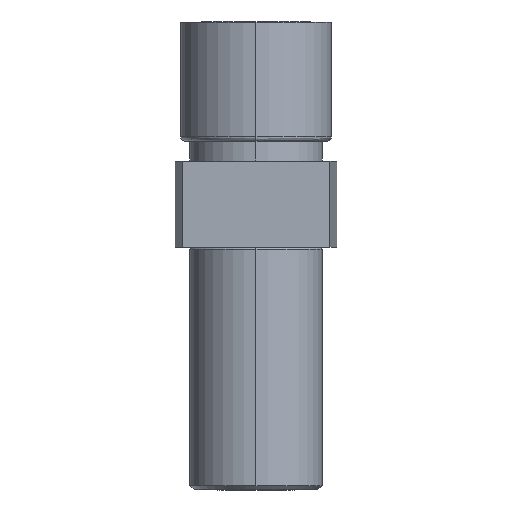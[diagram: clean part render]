
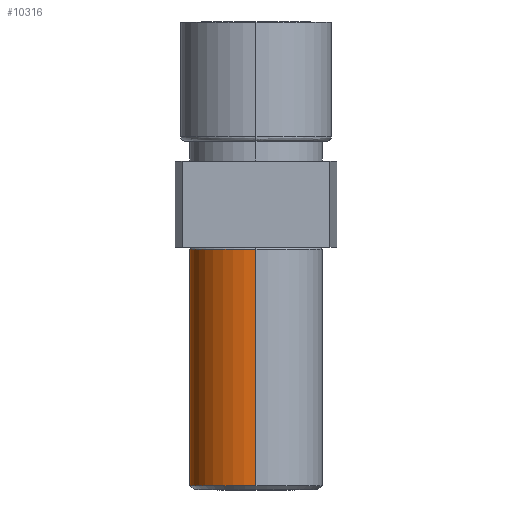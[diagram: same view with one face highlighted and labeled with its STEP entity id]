
A CAD part, left-side view. The second image highlights one B-rep face of the part: STEP entity #10316.
In plain terms, the highlighted cylindrical face has radius 3 mm (diameter 6 mm), a partial arc.
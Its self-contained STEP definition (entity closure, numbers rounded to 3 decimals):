
#1271 = CYLINDRICAL_SURFACE ( 'NONE', #8583, 3. ) ;
#1305 = DIRECTION ( 'NONE',  ( 0., 0., -1. ) ) ;
#1318 = FACE_OUTER_BOUND ( 'NONE', #3226, .T. ) ;
#1333 = CARTESIAN_POINT ( 'NONE',  ( -84.062, 0., -4.8 ) ) ;
#1334 = DIRECTION ( 'NONE',  ( -1., 0., 0. ) ) ;
#1907 = CARTESIAN_POINT ( 'NONE',  ( -81.062, 0., -4.9 ) ) ;
#1908 = CARTESIAN_POINT ( 'NONE',  ( -81.062, 0., -15.6 ) ) ;
#1914 = CARTESIAN_POINT ( 'NONE',  ( -87.062, 0., -4.9 ) ) ;
#1933 = CARTESIAN_POINT ( 'NONE',  ( -87.062, 0., -15.6 ) ) ;
#1970 = CARTESIAN_POINT ( 'NONE',  ( -84.062, 3., -15.6 ) ) ;
#3226 = EDGE_LOOP ( 'NONE', ( #8158, #8233, #8175, #8250, #8208 ) ) ;
#4220 = VECTOR ( 'NONE', #11803, 1000. ) ;
#4225 = CIRCLE ( 'NONE', #4238, 3. ) ;
#4238 = AXIS2_PLACEMENT_3D ( 'NONE', #11315, #11302, #11332 ) ;
#4259 = CIRCLE ( 'NONE', #4260, 3. ) ;
#4260 = AXIS2_PLACEMENT_3D ( 'NONE', #11838, #11825, #11857 ) ;
#4261 = VECTOR ( 'NONE', #11904, 1000. ) ;
#4262 = AXIS2_PLACEMENT_3D ( 'NONE', #11847, #11849, #11850 ) ;
#4288 = CIRCLE ( 'NONE', #4262, 3. ) ;
#4952 = VERTEX_POINT ( 'NONE', #1908 ) ;
#4973 = VERTEX_POINT ( 'NONE', #1914 ) ;
#4974 = VERTEX_POINT ( 'NONE', #1907 ) ;
#4988 = VERTEX_POINT ( 'NONE', #1933 ) ;
#4989 = VERTEX_POINT ( 'NONE', #1970 ) ;
#8158 = ORIENTED_EDGE ( 'NONE', *, *, #10954, .F. ) ;
#8175 = ORIENTED_EDGE ( 'NONE', *, *, #10920, .T. ) ;
#8208 = ORIENTED_EDGE ( 'NONE', *, *, #10972, .F. ) ;
#8233 = ORIENTED_EDGE ( 'NONE', *, *, #10945, .T. ) ;
#8250 = ORIENTED_EDGE ( 'NONE', *, *, #10956, .T. ) ;
#8583 = AXIS2_PLACEMENT_3D ( 'NONE', #1333, #1305, #1334 ) ;
#10316 = ADVANCED_FACE ( 'NONE', ( #1318 ), #1271, .T. ) ;
#10920 = EDGE_CURVE ( 'NONE', #4952, #4989, #4225, .T. ) ;
#10945 = EDGE_CURVE ( 'NONE', #4974, #4952, #11797, .T. ) ;
#10954 = EDGE_CURVE ( 'NONE', #4974, #4973, #4259, .T. ) ;
#10956 = EDGE_CURVE ( 'NONE', #4989, #4988, #4288, .T. ) ;
#10972 = EDGE_CURVE ( 'NONE', #4973, #4988, #11874, .T. ) ;
#11302 = DIRECTION ( 'NONE',  ( 0., 0., 1. ) ) ;
#11315 = CARTESIAN_POINT ( 'NONE',  ( -84.062, 0., -15.6 ) ) ;
#11332 = DIRECTION ( 'NONE',  ( -1., 0., 0. ) ) ;
#11797 = LINE ( 'NONE', #11798, #4220 ) ;
#11798 = CARTESIAN_POINT ( 'NONE',  ( -81.062, 0., -4.8 ) ) ;
#11803 = DIRECTION ( 'NONE',  ( 0., 0., -1. ) ) ;
#11825 = DIRECTION ( 'NONE',  ( 0., 0., 1. ) ) ;
#11838 = CARTESIAN_POINT ( 'NONE',  ( -84.062, 0., -4.9 ) ) ;
#11847 = CARTESIAN_POINT ( 'NONE',  ( -84.062, 0., -15.6 ) ) ;
#11849 = DIRECTION ( 'NONE',  ( 0., 0., 1. ) ) ;
#11850 = DIRECTION ( 'NONE',  ( -1., 0., 0. ) ) ;
#11857 = DIRECTION ( 'NONE',  ( -1., 0., 0. ) ) ;
#11872 = CARTESIAN_POINT ( 'NONE',  ( -87.062, 0., -4.8 ) ) ;
#11874 = LINE ( 'NONE', #11872, #4261 ) ;
#11904 = DIRECTION ( 'NONE',  ( 0., 0., -1. ) ) ;
